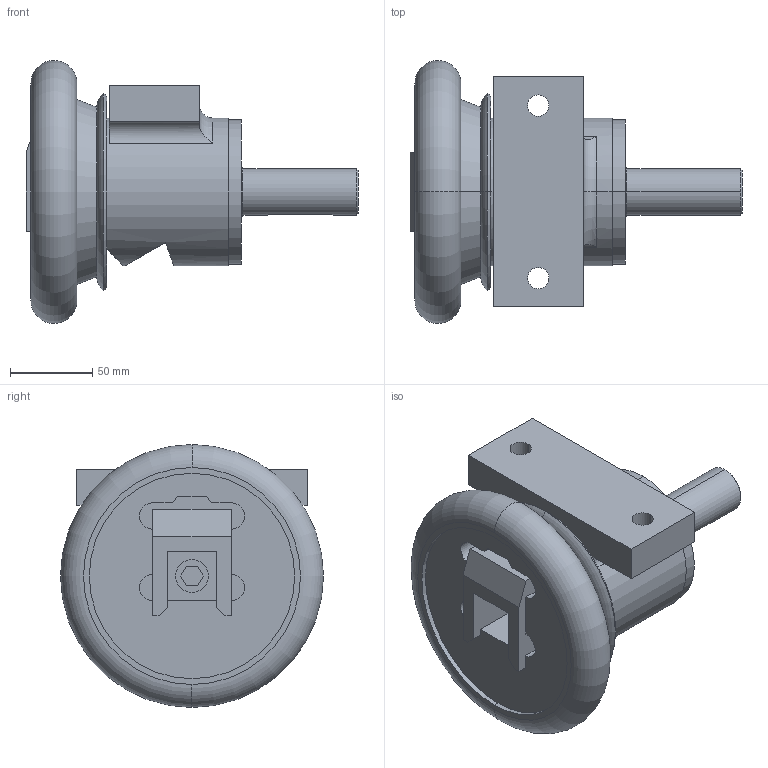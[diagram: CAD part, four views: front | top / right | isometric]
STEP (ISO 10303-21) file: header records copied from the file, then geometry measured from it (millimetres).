
FILE_DESCRIPTION (( 'STEP AP203' ), '1' );
FILE_NAME ('STW28(·½¿Ú30).STEP', '2019-08-14T01:58:12', ( 'User' ), ( 'China' ), 'SwSTEP 2.0', 'SolidWorks 2012', '' );
FILE_SCHEMA (( 'CONFIG_CONTROL_DESIGN' ));
Length unit declared in the file: millimetre
Products named in the file (1): STW28(源諳30)
Bounding box: 202 x 160 x 160 mm (x, y, z)
Volume: 1345206.4 mm3; surface area: 125027.6 mm2
Topology: 1 solids, 1 shells, 139 faces, 341 edges, 224 vertices
Faces by surface type: plane 86, cylinder 41, torus 8, cone 4
Entity records: 4290 total; most frequent: CARTESIAN_POINT 841, DIRECTION 713, ORIENTED_EDGE 682, EDGE_CURVE 341, AXIS2_PLACEMENT_3D 244, VECTOR 225, LINE 225, VERTEX_POINT 224
